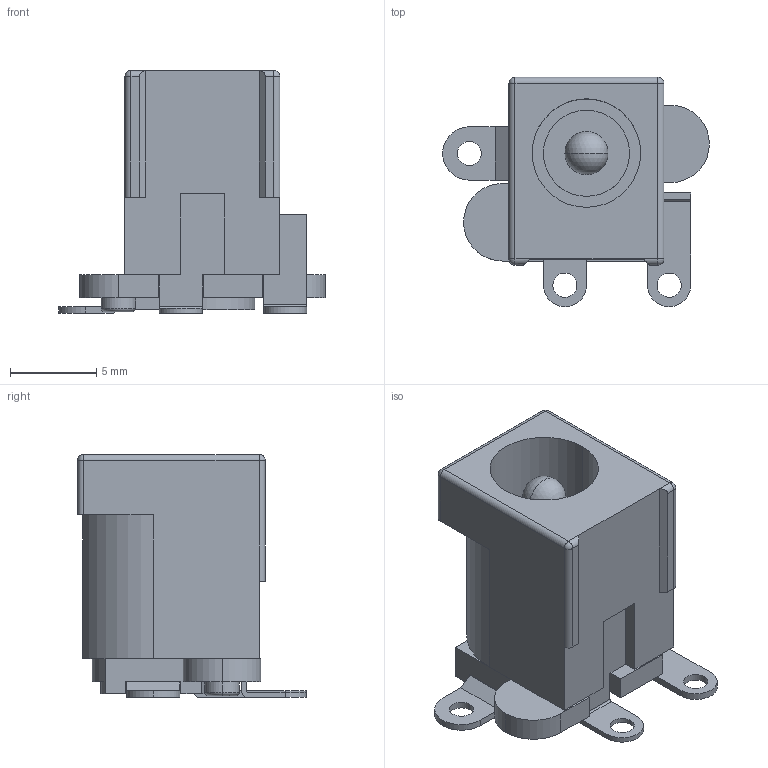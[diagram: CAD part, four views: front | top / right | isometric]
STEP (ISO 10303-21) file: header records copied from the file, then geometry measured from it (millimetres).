
FILE_DESCRIPTION(('STEP AP214'),'1');
FILE_NAME('pj-070bh-smt.stp','2015-12-22T20:18:43',('TraceParts'),('TraceParts S.A.'),'Spatial InterOp 3D',' ',' ');
FILE_SCHEMA(('automotive_design'));
Length unit declared in the file: millimetre
Products named in the file (5): Fillet4; Cut-Extrude5; Fillet5; Cut-Extrude4; Fillet3
Bounding box: 15.48 x 13.3 x 14.1 mm (x, y, z)
Volume: 978 mm3; surface area: 1364.9 mm2
Topology: 5 solids, 5 shells, 134 faces, 338 edges, 215 vertices
Faces by surface type: plane 72, cylinder 48, torus 8, sphere 6
Entity records: 5183 total; most frequent: DIRECTION 726, CARTESIAN_POINT 692, ORIENTED_EDGE 664, EDGE_CURVE 332, AXIS2_PLACEMENT_3D 257, VERTEX_POINT 215, LINE 212, VECTOR 212
